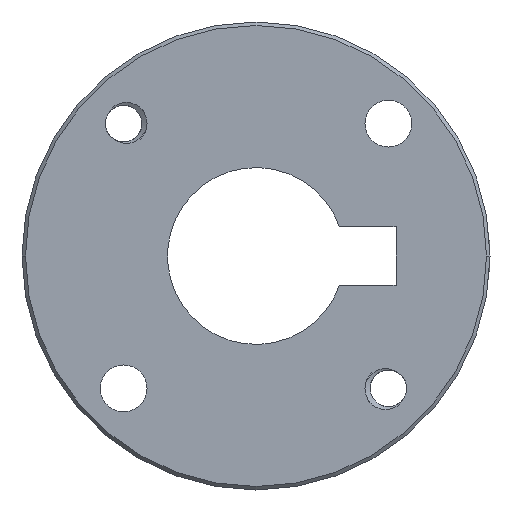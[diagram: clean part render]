
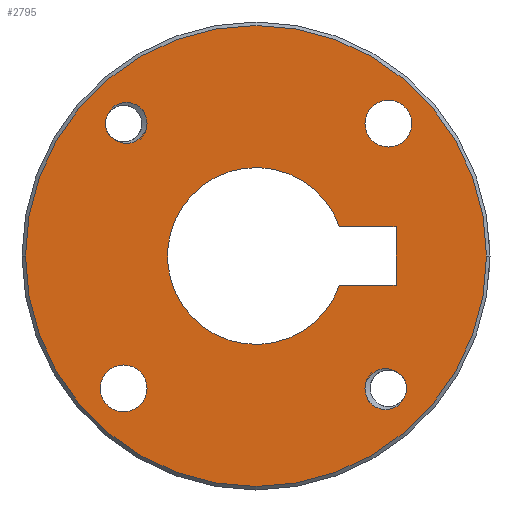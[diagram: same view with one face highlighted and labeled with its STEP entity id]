
A CAD part, left-side view. The second image highlights one B-rep face of the part: STEP entity #2795.
In plain terms, the highlighted planar face has unit normal (-1, 0, 0).
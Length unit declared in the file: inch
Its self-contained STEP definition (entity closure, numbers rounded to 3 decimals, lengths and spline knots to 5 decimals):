
#133=CARTESIAN_POINT('',(0.,0.,0.));
#134=DIRECTION('',(1.,0.,0.));
#135=DIRECTION('',(0.,-0.943,-0.333));
#136=AXIS2_PLACEMENT_3D('',#133,#134,#135);
#201=CARTESIAN_POINT('',(0.,0.,0.));
#202=DIRECTION('',(-1.,0.,0.));
#203=DIRECTION('',(0.,1.,0.));
#204=AXIS2_PLACEMENT_3D('',#201,#202,#203);
#209=CARTESIAN_POINT('',(0.,0.,0.));
#210=DIRECTION('',(1.,0.,0.));
#211=DIRECTION('',(0.,1.,0.));
#212=AXIS2_PLACEMENT_3D('',#209,#210,#211);
#217=CARTESIAN_POINT('',(0.,-0.70711,0.70711));
#218=DIRECTION('',(1.,0.,0.));
#219=DIRECTION('',(0.,0.,-1.));
#220=AXIS2_PLACEMENT_3D('',#217,#218,#219);
#225=CARTESIAN_POINT('',(0.,-0.70711,0.70711));
#226=DIRECTION('',(1.,0.,0.));
#227=DIRECTION('',(0.,0.,1.));
#228=AXIS2_PLACEMENT_3D('',#225,#226,#227);
#233=CARTESIAN_POINT('',(0.,0.70711,-0.70711));
#234=DIRECTION('',(1.,0.,0.));
#235=DIRECTION('',(0.,0.,-1.));
#236=AXIS2_PLACEMENT_3D('',#233,#234,#235);
#241=CARTESIAN_POINT('',(0.,0.70711,-0.70711));
#242=DIRECTION('',(1.,0.,0.));
#243=DIRECTION('',(0.,0.,1.));
#244=AXIS2_PLACEMENT_3D('',#241,#242,#243);
#249=CARTESIAN_POINT('',(0.,0.58318,0.69079));
#250=CARTESIAN_POINT('',(0.,0.58561,0.68088));
#251=CARTESIAN_POINT('',(0.,0.59264,0.66246));
#252=CARTESIAN_POINT('',(0.,0.60939,0.63824));
#253=CARTESIAN_POINT('',(0.,0.63104,0.61931));
#254=CARTESIAN_POINT('',(0.,0.65606,0.60653));
#255=CARTESIAN_POINT('',(0.,0.68291,0.60045));
#256=CARTESIAN_POINT('',(0.,0.70969,0.60118));
#257=CARTESIAN_POINT('',(0.,0.73497,0.60853));
#258=CARTESIAN_POINT('',(0.,0.74937,0.61705));
#259=CARTESIAN_POINT('',(0.,0.75608,0.62229));
#264=CARTESIAN_POINT('',(0.,0.60794,0.7832));
#265=CARTESIAN_POINT('',(0.,0.60289,0.77662));
#266=CARTESIAN_POINT('',(0.,0.5943,0.76277));
#267=CARTESIAN_POINT('',(0.,0.58558,0.73967));
#268=CARTESIAN_POINT('',(0.,0.58158,0.7153));
#269=CARTESIAN_POINT('',(0.,0.58209,0.69901));
#270=CARTESIAN_POINT('',(0.,0.58318,0.69079));
#275=CARTESIAN_POINT('',(0.,0.79192,0.75608));
#276=CARTESIAN_POINT('',(0.,0.78874,0.76397));
#277=CARTESIAN_POINT('',(0.,0.78053,0.77855));
#278=CARTESIAN_POINT('',(0.,0.7623,0.79755));
#279=CARTESIAN_POINT('',(0.,0.73948,0.81157));
#280=CARTESIAN_POINT('',(0.,0.71319,0.81973));
#281=CARTESIAN_POINT('',(0.,0.68512,0.82117));
#282=CARTESIAN_POINT('',(0.,0.65692,0.81561));
#283=CARTESIAN_POINT('',(0.,0.6303,0.80301));
#284=CARTESIAN_POINT('',(0.,0.615,0.79057));
#285=CARTESIAN_POINT('',(0.,0.60794,0.7832));
#290=CARTESIAN_POINT('',(0.,0.70711,0.70711));
#291=DIRECTION('',(1.,0.,0.));
#292=DIRECTION('',(0.,0.5,-0.866));
#293=AXIS2_PLACEMENT_3D('',#290,#291,#292);
#298=CARTESIAN_POINT('',(0.,-0.58318,-0.69079));
#299=CARTESIAN_POINT('',(0.,-0.58561,-0.68088));
#300=CARTESIAN_POINT('',(0.,-0.59264,-0.66246));
#301=CARTESIAN_POINT('',(0.,-0.60939,-0.63824));
#302=CARTESIAN_POINT('',(0.,-0.63104,-0.61931));
#303=CARTESIAN_POINT('',(0.,-0.65606,-0.60653));
#304=CARTESIAN_POINT('',(0.,-0.68291,-0.60045));
#305=CARTESIAN_POINT('',(0.,-0.70969,-0.60118));
#306=CARTESIAN_POINT('',(0.,-0.73497,-0.60853));
#307=CARTESIAN_POINT('',(0.,-0.74937,-0.61705));
#308=CARTESIAN_POINT('',(0.,-0.75608,-0.62229));
#313=CARTESIAN_POINT('',(0.,-0.60794,-0.7832));
#314=CARTESIAN_POINT('',(0.,-0.60289,-0.77662));
#315=CARTESIAN_POINT('',(0.,-0.5943,-0.76277));
#316=CARTESIAN_POINT('',(0.,-0.58558,-0.73967));
#317=CARTESIAN_POINT('',(0.,-0.58158,-0.7153));
#318=CARTESIAN_POINT('',(0.,-0.58209,-0.69901));
#319=CARTESIAN_POINT('',(0.,-0.58318,-0.69079));
#324=CARTESIAN_POINT('',(0.,-0.79192,-0.75608));
#325=CARTESIAN_POINT('',(0.,-0.78874,-0.76397));
#326=CARTESIAN_POINT('',(0.,-0.78053,-0.77855));
#327=CARTESIAN_POINT('',(0.,-0.7623,-0.79755));
#328=CARTESIAN_POINT('',(0.,-0.73948,-0.81157));
#329=CARTESIAN_POINT('',(0.,-0.71319,-0.81973));
#330=CARTESIAN_POINT('',(0.,-0.68512,-0.82117));
#331=CARTESIAN_POINT('',(0.,-0.65692,-0.81561));
#332=CARTESIAN_POINT('',(0.,-0.6303,-0.80301));
#333=CARTESIAN_POINT('',(0.,-0.615,-0.79057));
#334=CARTESIAN_POINT('',(0.,-0.60794,-0.7832));
#339=CARTESIAN_POINT('',(0.,-0.70711,-0.70711));
#340=DIRECTION('',(1.,0.,0.));
#341=DIRECTION('',(0.,-0.5,0.866));
#342=AXIS2_PLACEMENT_3D('',#339,#340,#341);
#347=DIRECTION('',(0.,1.,0.));
#348=VECTOR('',#347,0.30261);
#349=CARTESIAN_POINT('',(0.,-0.74803,-0.15748));
#350=LINE('',#349,#348);
#354=DIRECTION('',(0.,0.,-1.));
#355=VECTOR('',#354,0.31496);
#356=CARTESIAN_POINT('',(0.,-0.74803,0.15748));
#357=LINE('',#356,#355);
#361=DIRECTION('',(0.,-1.,0.));
#362=VECTOR('',#361,0.30261);
#363=CARTESIAN_POINT('',(0.,-0.44542,0.15748));
#364=LINE('',#363,#362);
#2475=CARTESIAN_POINT('',(0.,1.23125,0.));
#2476=VERTEX_POINT('',#2475);
#2482=CARTESIAN_POINT('',(0.,-1.23125,0.));
#2484=VERTEX_POINT('',#2482);
#2497=VERTEX_POINT('',#249);
#2498=VERTEX_POINT('',#259);
#2499=VERTEX_POINT('',#264);
#2500=VERTEX_POINT('',#275);
#2537=VERTEX_POINT('',#298);
#2538=VERTEX_POINT('',#308);
#2539=VERTEX_POINT('',#313);
#2540=VERTEX_POINT('',#324);
#2561=CARTESIAN_POINT('',(0.,-0.44542,0.15748));
#2562=CARTESIAN_POINT('',(0.,-0.74803,0.15748));
#2563=VERTEX_POINT('',#2561);
#2564=VERTEX_POINT('',#2562);
#2565=CARTESIAN_POINT('',(0.,-0.74803,-0.15748));
#2566=VERTEX_POINT('',#2565);
#2567=CARTESIAN_POINT('',(0.,-0.44542,-0.15748));
#2568=VERTEX_POINT('',#2567);
#2581=CARTESIAN_POINT('',(0.,-0.70711,0.58211));
#2582=CARTESIAN_POINT('',(0.,-0.70711,0.83211));
#2583=VERTEX_POINT('',#2581);
#2584=VERTEX_POINT('',#2582);
#2585=CARTESIAN_POINT('',(0.,0.70711,-0.83211));
#2586=CARTESIAN_POINT('',(0.,0.70711,-0.58211));
#2587=VERTEX_POINT('',#2585);
#2588=VERTEX_POINT('',#2586);
#2744=CARTESIAN_POINT('',(0.,0.,0.));
#2745=DIRECTION('',(1.,0.,0.));
#2746=DIRECTION('',(0.,-1.,0.));
#2747=AXIS2_PLACEMENT_3D('',#2744,#2745,#2746);
#2748=PLANE('',#2747);
#2750=ORIENTED_EDGE('',*,*,#2749,.F.);
#2752=ORIENTED_EDGE('',*,*,#2751,.T.);
#2753=EDGE_LOOP('',(#2750,#2752));
#2754=FACE_OUTER_BOUND('',#2753,.F.);
#2756=ORIENTED_EDGE('',*,*,#2755,.F.);
#2758=ORIENTED_EDGE('',*,*,#2757,.F.);
#2759=EDGE_LOOP('',(#2756,#2758));
#2760=FACE_BOUND('',#2759,.F.);
#2762=ORIENTED_EDGE('',*,*,#2761,.F.);
#2764=ORIENTED_EDGE('',*,*,#2763,.F.);
#2765=EDGE_LOOP('',(#2762,#2764));
#2766=FACE_BOUND('',#2765,.F.);
#2768=ORIENTED_EDGE('',*,*,#2767,.F.);
#2770=ORIENTED_EDGE('',*,*,#2769,.F.);
#2772=ORIENTED_EDGE('',*,*,#2771,.F.);
#2774=ORIENTED_EDGE('',*,*,#2773,.F.);
#2775=EDGE_LOOP('',(#2768,#2770,#2772,#2774));
#2776=FACE_BOUND('',#2775,.F.);
#2778=ORIENTED_EDGE('',*,*,#2777,.F.);
#2780=ORIENTED_EDGE('',*,*,#2779,.F.);
#2782=ORIENTED_EDGE('',*,*,#2781,.F.);
#2784=ORIENTED_EDGE('',*,*,#2783,.F.);
#2785=EDGE_LOOP('',(#2778,#2780,#2782,#2784));
#2786=FACE_BOUND('',#2785,.F.);
#2787=ORIENTED_EDGE('',*,*,#2642,.F.);
#2789=ORIENTED_EDGE('',*,*,#2788,.F.);
#2791=ORIENTED_EDGE('',*,*,#2790,.F.);
#2792=ORIENTED_EDGE('',*,*,#2723,.F.);
#2793=EDGE_LOOP('',(#2787,#2789,#2791,#2792));
#2794=FACE_BOUND('',#2793,.F.);
#137=CIRCLE('',#136,0.47244);
#205=CIRCLE('',#204,1.23125);
#213=CIRCLE('',#212,1.23125);
#221=CIRCLE('',#220,0.125);
#229=CIRCLE('',#228,0.125);
#237=CIRCLE('',#236,0.125);
#245=CIRCLE('',#244,0.125);
#260=B_SPLINE_CURVE_WITH_KNOTS('',3,(#249,#250,#251,#252,#253,#254,#255,#256,
#257,#258,#259),.UNSPECIFIED.,.F.,.F.,(4,1,1,1,1,1,1,1,4),(0.,0.125,0.25,
0.375,0.5,0.625,0.75,0.875,1.),.UNSPECIFIED.);
#271=B_SPLINE_CURVE_WITH_KNOTS('',3,(#264,#265,#266,#267,#268,#269,#270),
.UNSPECIFIED.,.F.,.F.,(4,1,1,1,4),(0.,0.25,0.5,0.75,1.),
.UNSPECIFIED.);
#286=B_SPLINE_CURVE_WITH_KNOTS('',3,(#275,#276,#277,#278,#279,#280,#281,#282,
#283,#284,#285),.UNSPECIFIED.,.F.,.F.,(4,1,1,1,1,1,1,1,4),(0.,0.125,0.25,
0.375,0.5,0.625,0.75,0.875,1.),.UNSPECIFIED.);
#294=CIRCLE('',#293,0.09794);
#309=B_SPLINE_CURVE_WITH_KNOTS('',3,(#298,#299,#300,#301,#302,#303,#304,#305,
#306,#307,#308),.UNSPECIFIED.,.F.,.F.,(4,1,1,1,1,1,1,1,4),(0.,0.125,0.25,
0.375,0.5,0.625,0.75,0.875,1.),.UNSPECIFIED.);
#320=B_SPLINE_CURVE_WITH_KNOTS('',3,(#313,#314,#315,#316,#317,#318,#319),
.UNSPECIFIED.,.F.,.F.,(4,1,1,1,4),(0.,0.25,0.5,0.75,1.),
.UNSPECIFIED.);
#335=B_SPLINE_CURVE_WITH_KNOTS('',3,(#324,#325,#326,#327,#328,#329,#330,#331,
#332,#333,#334),.UNSPECIFIED.,.F.,.F.,(4,1,1,1,1,1,1,1,4),(0.,0.125,0.25,
0.375,0.5,0.625,0.75,0.875,1.),.UNSPECIFIED.);
#343=CIRCLE('',#342,0.09794);
#2642=EDGE_CURVE('',#2568,#2563,#137,.T.);
#2723=EDGE_CURVE('',#2563,#2564,#364,.T.);
#2749=EDGE_CURVE('',#2476,#2484,#205,.T.);
#2751=EDGE_CURVE('',#2476,#2484,#213,.T.);
#2755=EDGE_CURVE('',#2583,#2584,#221,.T.);
#2757=EDGE_CURVE('',#2584,#2583,#229,.T.);
#2761=EDGE_CURVE('',#2587,#2588,#237,.T.);
#2763=EDGE_CURVE('',#2588,#2587,#245,.T.);
#2767=EDGE_CURVE('',#2497,#2498,#260,.T.);
#2769=EDGE_CURVE('',#2499,#2497,#271,.T.);
#2771=EDGE_CURVE('',#2500,#2499,#286,.T.);
#2773=EDGE_CURVE('',#2498,#2500,#294,.T.);
#2777=EDGE_CURVE('',#2537,#2538,#309,.T.);
#2779=EDGE_CURVE('',#2539,#2537,#320,.T.);
#2781=EDGE_CURVE('',#2540,#2539,#335,.T.);
#2783=EDGE_CURVE('',#2538,#2540,#343,.T.);
#2788=EDGE_CURVE('',#2566,#2568,#350,.T.);
#2790=EDGE_CURVE('',#2564,#2566,#357,.T.);
#2795=ADVANCED_FACE('',(#2754,#2760,#2766,#2776,#2786,#2794),#2748,.F.);
